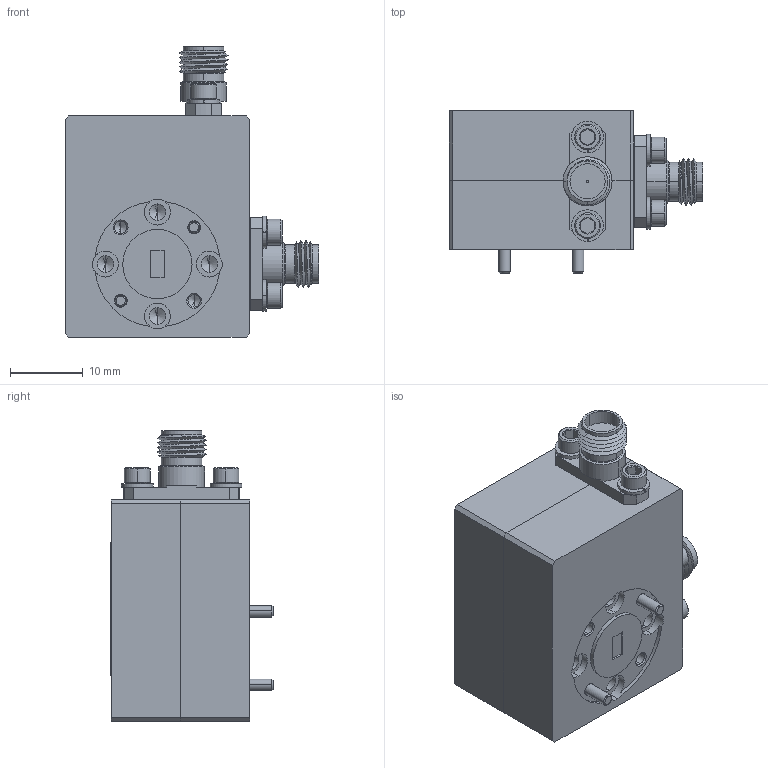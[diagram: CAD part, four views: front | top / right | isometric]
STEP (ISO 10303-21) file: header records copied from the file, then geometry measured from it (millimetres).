
FILE_DESCRIPTION (( 'STEP AP203' ), '1' );
FILE_NAME ('FS-NV-A.STEP', '2022-04-16T00:46:22', ( '' ), ( '' ), 'SwSTEP 2.0', 'SolidWorks 2021', '' );
FILE_SCHEMA (( 'CONFIG_CONTROL_DESIGN' ));
Products named in the file (1): FS-NV-A
Bounding box: 34.92 x 22.28 x 40.01 mm (x, y, z)
Volume: 15259.6 mm3; surface area: 9439.5 mm2
Topology: 23 solids, 23 shells, 1631 faces, 4303 edges, 2780 vertices
Faces by surface type: cylinder 675, plane 514, bspline 254, cone 184, torus 4
Entity records: 72259 total; most frequent: CARTESIAN_POINT 36778, ORIENTED_EDGE 8558, DIRECTION 5840, EDGE_CURVE 4279, VERTEX_POINT 2780, VECTOR 2116, LINE 2116, AXIS2_PLACEMENT_3D 1862
